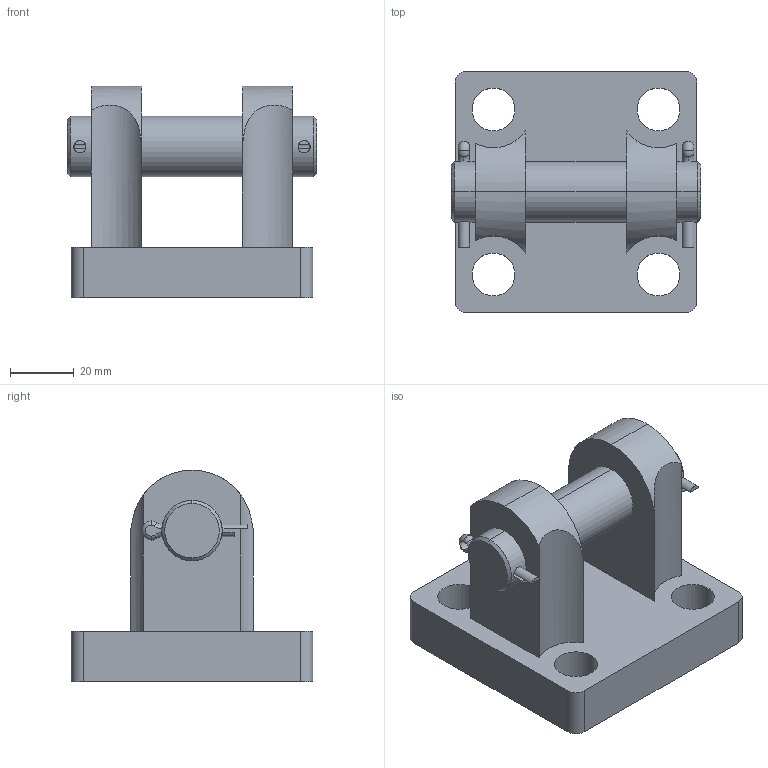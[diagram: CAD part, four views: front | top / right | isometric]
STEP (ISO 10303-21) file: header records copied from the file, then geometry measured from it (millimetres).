
FILE_DESCRIPTION (( 'STEP AP203' ), '1' );
FILE_NAME ('62205K28_Clevis Bracket with Clevis Pin for 2 Bore Hydraulic Cylinder.STEP', '2023-06-02T19:46:19', ( 'Administrator' ), ( 'Managed by Terraform' ), 'SwSTEP 2.0', 'SolidWorks 2017', '' );
FILE_SCHEMA (( 'CONFIG_CONTROL_DESIGN' ));
Length unit declared in the file: inch
Products named in the file (1): 62205K28_Clevis Bracket with Clevis Pin for 2 Bore Hydraulic Cylinder
Bounding box: 78.49 x 76.2 x 66.67 mm (x, y, z)
Volume: 142543 mm3; surface area: 31320.9 mm2
Topology: 3 solids, 3 shells, 86 faces, 200 edges, 124 vertices
Faces by surface type: cylinder 44, plane 24, torus 14, cone 4
Entity records: 2903 total; most frequent: CARTESIAN_POINT 787, DIRECTION 458, ORIENTED_EDGE 400, EDGE_CURVE 200, AXIS2_PLACEMENT_3D 187, VERTEX_POINT 124, EDGE_LOOP 104, CIRCLE 100
